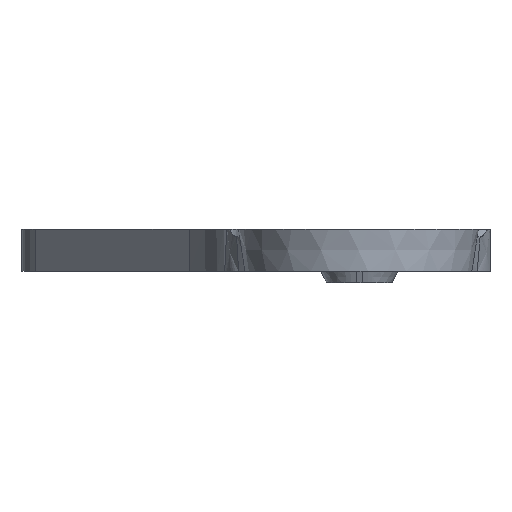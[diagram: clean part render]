
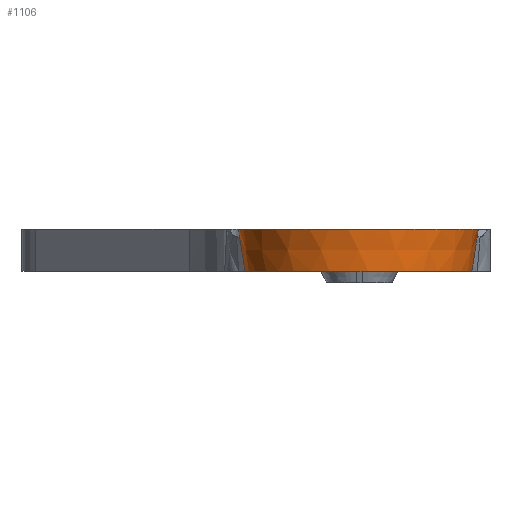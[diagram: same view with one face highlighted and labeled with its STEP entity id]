
A CAD part, left-side view. The second image highlights one B-rep face of the part: STEP entity #1106.
In plain terms, the highlighted conical face has half-angle 8 degrees and reference radius 7.5 mm.
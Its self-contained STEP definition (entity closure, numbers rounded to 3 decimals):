
#4 = ORIENTED_EDGE ( 'NONE', *, *, #3075, .F. ) ;
#46 = VERTEX_POINT ( 'NONE', #2544 ) ;
#59 = B_SPLINE_CURVE_WITH_KNOTS ( 'NONE', 3,
 ( #758, #1708, #1430, #2861, #740, #2630 ),
 .UNSPECIFIED., .F., .F.,
 ( 4, 2, 4 ),
 ( 0., 0.001, 0.002 ),
 .UNSPECIFIED. ) ;
#136 = AXIS2_PLACEMENT_3D ( 'NONE', #590, #2460, #1518 ) ;
#155 = EDGE_CURVE ( 'NONE', #1100, #971, #966, .T. ) ;
#178 = CARTESIAN_POINT ( 'NONE',  ( -2.319, 3.814, 0.331 ) ) ;
#278 = DIRECTION ( 'NONE',  ( 1., 0., 0. ) ) ;
#362 = CARTESIAN_POINT ( 'NONE',  ( -1.456, 4.056, 1.963 ) ) ;
#378 = CARTESIAN_POINT ( 'NONE',  ( -1.456, 4.056, 1.963 ) ) ;
#510 = CIRCLE ( 'NONE', #1154, 6.837 ) ;
#590 = CARTESIAN_POINT ( 'NONE',  ( -1.778, -2.712, 7.115 ) ) ;
#592 = CARTESIAN_POINT ( 'NONE',  ( -1.515, -9.545, 2.4 ) ) ;
#740 = CARTESIAN_POINT ( 'NONE',  ( -2.319, -9.239, 0.331 ) ) ;
#758 = CARTESIAN_POINT ( 'NONE',  ( -1.456, -9.48, 1.963 ) ) ;
#769 = CARTESIAN_POINT ( 'NONE',  ( -2.477, -9.175, 0. ) ) ;
#793 = ORIENTED_EDGE ( 'NONE', *, *, #2239, .F. ) ;
#797 = CARTESIAN_POINT ( 'NONE',  ( -1.778, -2.712, 2.4 ) ) ;
#849 = CARTESIAN_POINT ( 'NONE',  ( -1.477, -9.502, 2.108 ) ) ;
#928 = CARTESIAN_POINT ( 'NONE',  ( -2.477, 3.75, 0. ) ) ;
#966 = CIRCLE ( 'NONE', #1364, 6.5 ) ;
#971 = VERTEX_POINT ( 'NONE', #928 ) ;
#1100 = VERTEX_POINT ( 'NONE', #769 ) ;
#1106 = ADVANCED_FACE ( 'NONE', ( #2211 ), #1892, .T. ) ;
#1138 = CARTESIAN_POINT ( 'NONE',  ( -1.649, 4.02, 1.645 ) ) ;
#1154 = AXIS2_PLACEMENT_3D ( 'NONE', #797, #2429, #278 ) ;
#1211 = ORIENTED_EDGE ( 'NONE', *, *, #2417, .F. ) ;
#1345 = DIRECTION ( 'NONE',  ( 1., 0., 0. ) ) ;
#1364 = AXIS2_PLACEMENT_3D ( 'NONE', #1380, #2739, #1345 ) ;
#1380 = CARTESIAN_POINT ( 'NONE',  ( -1.778, -2.712, 0. ) ) ;
#1427 = CARTESIAN_POINT ( 'NONE',  ( -1.515, 4.12, 2.4 ) ) ;
#1430 = CARTESIAN_POINT ( 'NONE',  ( -1.821, -9.4, 1.318 ) ) ;
#1446 = B_SPLINE_CURVE_WITH_KNOTS ( 'NONE', 3,
 ( #1609, #178, #2318, #1562, #1138, #2082 ),
 .UNSPECIFIED., .F., .F.,
 ( 4, 2, 4 ),
 ( 0., 0.001, 0.002 ),
 .UNSPECIFIED. ) ;
#1518 = DIRECTION ( 'NONE',  ( 1., 0., 0. ) ) ;
#1545 = EDGE_CURVE ( 'NONE', #2203, #2027, #2252, .T. ) ;
#1552 = ORIENTED_EDGE ( 'NONE', *, *, #1545, .F. ) ;
#1562 = CARTESIAN_POINT ( 'NONE',  ( -1.821, 3.975, 1.318 ) ) ;
#1609 = CARTESIAN_POINT ( 'NONE',  ( -2.477, 3.75, 0. ) ) ;
#1648 = EDGE_CURVE ( 'NONE', #46, #1100, #59, .T. ) ;
#1690 = EDGE_LOOP ( 'NONE', ( #4, #2490, #2468, #793, #1211, #1552 ) ) ;
#1708 = CARTESIAN_POINT ( 'NONE',  ( -1.649, -9.445, 1.646 ) ) ;
#1803 = CARTESIAN_POINT ( 'NONE',  ( -1.456, -9.48, 1.963 ) ) ;
#1885 = B_SPLINE_CURVE_WITH_KNOTS ( 'NONE', 3,
 ( #592, #2973, #849, #1803 ),
 .UNSPECIFIED., .F., .F.,
 ( 4, 4 ),
 ( 0., 0. ),
 .UNSPECIFIED. ) ;
#1892 = CONICAL_SURFACE ( 'NONE', #136, 7.5, 0.14 ) ;
#1991 = VERTEX_POINT ( 'NONE', #2381 ) ;
#2004 = CARTESIAN_POINT ( 'NONE',  ( -1.515, 4.12, 2.4 ) ) ;
#2027 = VERTEX_POINT ( 'NONE', #1427 ) ;
#2041 = CARTESIAN_POINT ( 'NONE',  ( -1.477, 4.077, 2.108 ) ) ;
#2082 = CARTESIAN_POINT ( 'NONE',  ( -1.456, 4.056, 1.963 ) ) ;
#2203 = VERTEX_POINT ( 'NONE', #378 ) ;
#2211 = FACE_OUTER_BOUND ( 'NONE', #1690, .T. ) ;
#2239 = EDGE_CURVE ( 'NONE', #1991, #46, #1885, .T. ) ;
#2252 = B_SPLINE_CURVE_WITH_KNOTS ( 'NONE', 3,
 ( #362, #2041, #2526, #2004 ),
 .UNSPECIFIED., .F., .F.,
 ( 4, 4 ),
 ( 0., 0. ),
 .UNSPECIFIED. ) ;
#2318 = CARTESIAN_POINT ( 'NONE',  ( -2.157, 3.872, 0.662 ) ) ;
#2381 = CARTESIAN_POINT ( 'NONE',  ( -1.515, -9.545, 2.4 ) ) ;
#2417 = EDGE_CURVE ( 'NONE', #2027, #1991, #510, .T. ) ;
#2429 = DIRECTION ( 'NONE',  ( 0., 0., 1. ) ) ;
#2460 = DIRECTION ( 'NONE',  ( 0., 0., 1. ) ) ;
#2468 = ORIENTED_EDGE ( 'NONE', *, *, #1648, .F. ) ;
#2490 = ORIENTED_EDGE ( 'NONE', *, *, #155, .F. ) ;
#2526 = CARTESIAN_POINT ( 'NONE',  ( -1.497, 4.099, 2.254 ) ) ;
#2544 = CARTESIAN_POINT ( 'NONE',  ( -1.456, -9.48, 1.963 ) ) ;
#2630 = CARTESIAN_POINT ( 'NONE',  ( -2.477, -9.175, 0. ) ) ;
#2739 = DIRECTION ( 'NONE',  ( 0., 0., -1. ) ) ;
#2861 = CARTESIAN_POINT ( 'NONE',  ( -2.157, -9.297, 0.662 ) ) ;
#2973 = CARTESIAN_POINT ( 'NONE',  ( -1.497, -9.523, 2.254 ) ) ;
#3075 = EDGE_CURVE ( 'NONE', #971, #2203, #1446, .T. ) ;
